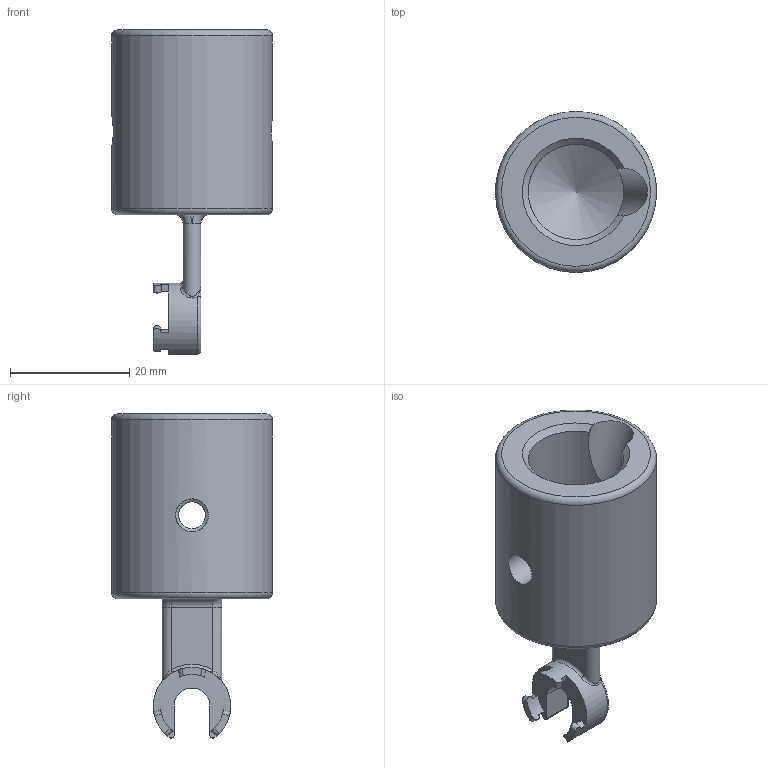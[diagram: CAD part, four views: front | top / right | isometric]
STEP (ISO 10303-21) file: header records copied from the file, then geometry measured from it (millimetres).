
FILE_DESCRIPTION( ( 'Unknown' ), '1' );
FILE_NAME( '715808000-B.stp', 'Unknown', ( 'Unknown' ), ( 'Unknown' ), 'PSStep 15.0.49', 'Unknown', ' ' );
FILE_SCHEMA( ( 'AUTOMOTIVE_DESIGN { 1 0 10303 214 1 1 1 1 }' ) );
Length unit declared in the file: millimetre
Products named in the file (1): 1
Bounding box: 27 x 27 x 54.37 mm (x, y, z)
Volume: 12772.7 mm3; surface area: 5822.8 mm2
Topology: 1 solids, 1 shells, 64 faces, 168 edges, 102 vertices
Faces by surface type: cylinder 25, plane 20, torus 10, bspline 4, cone 3, sphere 2
Full cylindrical faces by diameter (mm): 4.5 x1, 5.5 x2, 16 x1, 27 x1
Entity records: 3999 total; most frequent: CARTESIAN_POINT 2032, DIRECTION 294, ORIENTED_EDGE 294, EDGE_CURVE 147, AXIS2_PLACEMENT_3D 119, VERTEX_POINT 96, EDGE_LOOP 78, FACE_OUTER_BOUND 71
